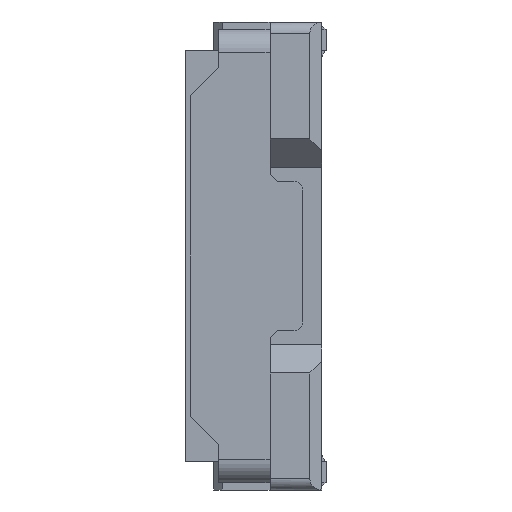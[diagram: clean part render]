
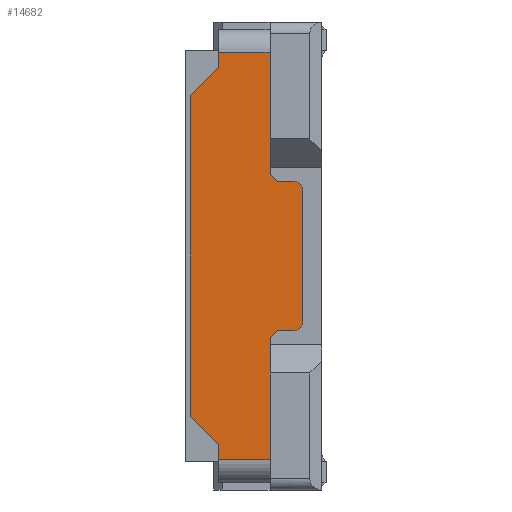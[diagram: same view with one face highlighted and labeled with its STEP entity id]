
A CAD part, left-side view. The second image highlights one B-rep face of the part: STEP entity #14682.
In plain terms, the highlighted planar face has unit normal (-1, 0, 0).
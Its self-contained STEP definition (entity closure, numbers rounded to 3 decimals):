
#4 = CARTESIAN_POINT ( 'NONE',  ( -3.145, 0.44, -0.87 ) ) ;
#72 = CARTESIAN_POINT ( 'NONE',  ( -3.145, 0.08, 0.28 ) ) ;
#169 = EDGE_CURVE ( 'NONE', #13926, #18874, #1256, .T. ) ;
#177 = CARTESIAN_POINT ( 'NONE',  ( -3.145, 0.22, 0.47 ) ) ;
#256 = ORIENTED_EDGE ( 'NONE', *, *, #18646, .F. ) ;
#334 = EDGE_CURVE ( 'NONE', #22697, #18100, #14328, .T. ) ;
#423 = VERTEX_POINT ( 'NONE', #13047 ) ;
#569 = CARTESIAN_POINT ( 'NONE',  ( -3.145, 0.08, -0.28 ) ) ;
#646 = DIRECTION ( 'NONE',  ( 0., 0., 1. ) ) ;
#1256 = LINE ( 'NONE', #20680, #19604 ) ;
#1332 = LINE ( 'NONE', #19355, #15306 ) ;
#1516 = EDGE_CURVE ( 'NONE', #5116, #20752, #9846, .T. ) ;
#1533 = VECTOR ( 'NONE', #9016, 1000. ) ;
#2097 = LINE ( 'NONE', #20083, #14036 ) ;
#2306 = FACE_OUTER_BOUND ( 'NONE', #4188, .T. ) ;
#3224 = DIRECTION ( 'NONE',  ( 0., -1., 0. ) ) ;
#3245 = AXIS2_PLACEMENT_3D ( 'NONE', #18129, #6994, #16497 ) ;
#3738 = CARTESIAN_POINT ( 'NONE',  ( -3.145, 0.22, 0.35 ) ) ;
#4050 = CARTESIAN_POINT ( 'NONE',  ( -3.145, 0.22, -0.35 ) ) ;
#4188 = EDGE_LOOP ( 'NONE', ( #17771, #256, #13924, #20876, #22323, #15923, #21447, #15341, #13385, #18222, #14551, #17560, #19357, #20767, #13597, #11062 ) ) ;
#4893 = AXIS2_PLACEMENT_3D ( 'NONE', #7725, #15372, #13339 ) ;
#5116 = VERTEX_POINT ( 'NONE', #7428 ) ;
#5533 = VERTEX_POINT ( 'NONE', #6579 ) ;
#5593 = DIRECTION ( 'NONE',  ( 0., -1., 0. ) ) ;
#5854 = CARTESIAN_POINT ( 'NONE',  ( -3.145, 0.19, 0.32 ) ) ;
#6278 = EDGE_CURVE ( 'NONE', #6330, #5116, #12342, .T. ) ;
#6308 = CARTESIAN_POINT ( 'NONE',  ( -3.145, 0.22, -0.47 ) ) ;
#6330 = VERTEX_POINT ( 'NONE', #12126 ) ;
#6333 = DIRECTION ( 'NONE',  ( 0., -0.707, 0.707 ) ) ;
#6579 = CARTESIAN_POINT ( 'NONE',  ( -3.145, 0.22, -0.87 ) ) ;
#6994 = DIRECTION ( 'NONE',  ( -1., 0., 0. ) ) ;
#7095 = EDGE_CURVE ( 'NONE', #18874, #14174, #14337, .T. ) ;
#7331 = CARTESIAN_POINT ( 'NONE',  ( -3.145, 0.44, -0.805 ) ) ;
#7428 = CARTESIAN_POINT ( 'NONE',  ( -3.145, 0.44, 0.805 ) ) ;
#7513 = CIRCLE ( 'NONE', #11284, 0.04 ) ;
#7725 = CARTESIAN_POINT ( 'NONE',  ( -3.145, 0.12, -0.28 ) ) ;
#8336 = EDGE_CURVE ( 'NONE', #20895, #10370, #20687, .T. ) ;
#9016 = DIRECTION ( 'NONE',  ( 0., 0., -1. ) ) ;
#9068 = CARTESIAN_POINT ( 'NONE',  ( -3.145, 0.44, -0.87 ) ) ;
#9485 = CARTESIAN_POINT ( 'NONE',  ( -3.145, 0.19, 0.32 ) ) ;
#9505 = DIRECTION ( 'NONE',  ( 0., -0.707, -0.707 ) ) ;
#9724 = EDGE_CURVE ( 'NONE', #423, #11765, #15314, .T. ) ;
#9846 = LINE ( 'NONE', #24164, #12151 ) ;
#10370 = VERTEX_POINT ( 'NONE', #9485 ) ;
#11062 = ORIENTED_EDGE ( 'NONE', *, *, #9724, .T. ) ;
#11134 = VECTOR ( 'NONE', #15194, 1000. ) ;
#11284 = AXIS2_PLACEMENT_3D ( 'NONE', #16112, #19860, #23686 ) ;
#11765 = VERTEX_POINT ( 'NONE', #569 ) ;
#12126 = CARTESIAN_POINT ( 'NONE',  ( -3.145, 0.56, 0.685 ) ) ;
#12151 = VECTOR ( 'NONE', #12976, 1000. ) ;
#12342 = LINE ( 'NONE', #21542, #19386 ) ;
#12421 = EDGE_CURVE ( 'NONE', #20752, #18948, #17855, .T. ) ;
#12739 = EDGE_CURVE ( 'NONE', #6330, #13926, #1332, .T. ) ;
#12976 = DIRECTION ( 'NONE',  ( 0., 0., 1. ) ) ;
#13047 = CARTESIAN_POINT ( 'NONE',  ( -3.145, 0.12, -0.32 ) ) ;
#13130 = CARTESIAN_POINT ( 'NONE',  ( -3.145, 0.44, 0.87 ) ) ;
#13252 = LINE ( 'NONE', #6308, #22005 ) ;
#13259 = PLANE ( 'NONE',  #4893 ) ;
#13339 = DIRECTION ( 'NONE',  ( 0., 0., 1. ) ) ;
#13385 = ORIENTED_EDGE ( 'NONE', *, *, #12739, .T. ) ;
#13517 = DIRECTION ( 'NONE',  ( 0., -0.707, -0.707 ) ) ;
#13597 = ORIENTED_EDGE ( 'NONE', *, *, #19958, .T. ) ;
#13924 = ORIENTED_EDGE ( 'NONE', *, *, #19000, .F. ) ;
#13926 = VERTEX_POINT ( 'NONE', #17633 ) ;
#13946 = CARTESIAN_POINT ( 'NONE',  ( -3.145, 0.19, -0.32 ) ) ;
#13984 = EDGE_CURVE ( 'NONE', #11765, #19715, #2097, .T. ) ;
#14036 = VECTOR ( 'NONE', #23517, 1000. ) ;
#14174 = VERTEX_POINT ( 'NONE', #4 ) ;
#14328 = LINE ( 'NONE', #23185, #23387 ) ;
#14337 = LINE ( 'NONE', #23858, #1533 ) ;
#14373 = CARTESIAN_POINT ( 'NONE',  ( -3.145, 0.44, 0.87 ) ) ;
#14551 = ORIENTED_EDGE ( 'NONE', *, *, #7095, .T. ) ;
#14614 = DIRECTION ( 'NONE',  ( 0., -1., 0. ) ) ;
#14682 = ADVANCED_FACE ( 'NONE', ( #2306 ), #13259, .T. ) ;
#15194 = DIRECTION ( 'NONE',  ( 0., 0., -1. ) ) ;
#15306 = VECTOR ( 'NONE', #15747, 1000. ) ;
#15314 = CIRCLE ( 'NONE', #3245, 0.04 ) ;
#15341 = ORIENTED_EDGE ( 'NONE', *, *, #6278, .F. ) ;
#15372 = DIRECTION ( 'NONE',  ( -1., 0., 0. ) ) ;
#15559 = VECTOR ( 'NONE', #3224, 1000. ) ;
#15708 = CARTESIAN_POINT ( 'NONE',  ( -3.145, 0.22, 0.35 ) ) ;
#15747 = DIRECTION ( 'NONE',  ( 0., 0., -1. ) ) ;
#15923 = ORIENTED_EDGE ( 'NONE', *, *, #12421, .F. ) ;
#16112 = CARTESIAN_POINT ( 'NONE',  ( -3.145, 0.12, 0.28 ) ) ;
#16139 = EDGE_CURVE ( 'NONE', #14174, #5533, #18508, .T. ) ;
#16328 = EDGE_CURVE ( 'NONE', #5533, #22697, #13252, .T. ) ;
#16497 = DIRECTION ( 'NONE',  ( 0., 0., 1. ) ) ;
#16801 = VECTOR ( 'NONE', #18707, 1000. ) ;
#17324 = VECTOR ( 'NONE', #5593, 1000. ) ;
#17560 = ORIENTED_EDGE ( 'NONE', *, *, #16139, .T. ) ;
#17633 = CARTESIAN_POINT ( 'NONE',  ( -3.145, 0.56, -0.685 ) ) ;
#17771 = ORIENTED_EDGE ( 'NONE', *, *, #13984, .T. ) ;
#17855 = LINE ( 'NONE', #14373, #19902 ) ;
#18100 = VERTEX_POINT ( 'NONE', #13946 ) ;
#18129 = CARTESIAN_POINT ( 'NONE',  ( -3.145, 0.12, -0.28 ) ) ;
#18222 = ORIENTED_EDGE ( 'NONE', *, *, #169, .T. ) ;
#18508 = LINE ( 'NONE', #9068, #17324 ) ;
#18646 = EDGE_CURVE ( 'NONE', #23711, #19715, #7513, .T. ) ;
#18650 = CARTESIAN_POINT ( 'NONE',  ( -3.145, 0.12, 0.32 ) ) ;
#18707 = DIRECTION ( 'NONE',  ( 0., -1., 0. ) ) ;
#18874 = VERTEX_POINT ( 'NONE', #7331 ) ;
#18908 = VECTOR ( 'NONE', #13517, 1000. ) ;
#18948 = VERTEX_POINT ( 'NONE', #23757 ) ;
#19000 = EDGE_CURVE ( 'NONE', #10370, #23711, #21794, .T. ) ;
#19355 = CARTESIAN_POINT ( 'NONE',  ( -3.145, 0.56, 0. ) ) ;
#19357 = ORIENTED_EDGE ( 'NONE', *, *, #16328, .T. ) ;
#19386 = VECTOR ( 'NONE', #23243, 1000. ) ;
#19604 = VECTOR ( 'NONE', #9505, 1000. ) ;
#19715 = VERTEX_POINT ( 'NONE', #72 ) ;
#19860 = DIRECTION ( 'NONE',  ( 1., 0., 0. ) ) ;
#19902 = VECTOR ( 'NONE', #14614, 1000. ) ;
#19918 = CARTESIAN_POINT ( 'NONE',  ( -3.145, 0.19, -0.32 ) ) ;
#19958 = EDGE_CURVE ( 'NONE', #18100, #423, #20529, .T. ) ;
#20083 = CARTESIAN_POINT ( 'NONE',  ( -3.145, 0.08, -0.28 ) ) ;
#20188 = LINE ( 'NONE', #177, #11134 ) ;
#20529 = LINE ( 'NONE', #19918, #15559 ) ;
#20680 = CARTESIAN_POINT ( 'NONE',  ( -3.145, 0.56, -0.685 ) ) ;
#20687 = LINE ( 'NONE', #3738, #18908 ) ;
#20752 = VERTEX_POINT ( 'NONE', #13130 ) ;
#20767 = ORIENTED_EDGE ( 'NONE', *, *, #334, .T. ) ;
#20876 = ORIENTED_EDGE ( 'NONE', *, *, #8336, .F. ) ;
#20895 = VERTEX_POINT ( 'NONE', #15708 ) ;
#21447 = ORIENTED_EDGE ( 'NONE', *, *, #1516, .F. ) ;
#21542 = CARTESIAN_POINT ( 'NONE',  ( -3.145, 0.56, 0.685 ) ) ;
#21794 = LINE ( 'NONE', #5854, #16801 ) ;
#22005 = VECTOR ( 'NONE', #646, 1000. ) ;
#22323 = ORIENTED_EDGE ( 'NONE', *, *, #22689, .F. ) ;
#22689 = EDGE_CURVE ( 'NONE', #18948, #20895, #20188, .T. ) ;
#22697 = VERTEX_POINT ( 'NONE', #4050 ) ;
#23185 = CARTESIAN_POINT ( 'NONE',  ( -3.145, 0.22, -0.35 ) ) ;
#23243 = DIRECTION ( 'NONE',  ( 0., -0.707, 0.707 ) ) ;
#23387 = VECTOR ( 'NONE', #6333, 1000. ) ;
#23517 = DIRECTION ( 'NONE',  ( 0., 0., 1. ) ) ;
#23686 = DIRECTION ( 'NONE',  ( 0., 0., -1. ) ) ;
#23711 = VERTEX_POINT ( 'NONE', #18650 ) ;
#23757 = CARTESIAN_POINT ( 'NONE',  ( -3.145, 0.22, 0.87 ) ) ;
#23858 = CARTESIAN_POINT ( 'NONE',  ( -3.145, 0.44, -0.805 ) ) ;
#24164 = CARTESIAN_POINT ( 'NONE',  ( -3.145, 0.44, 0.805 ) ) ;
